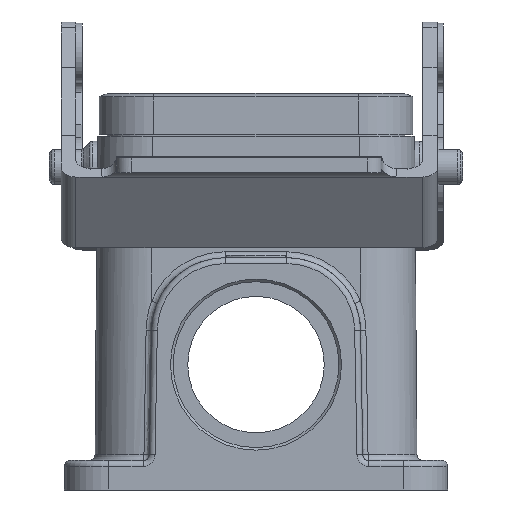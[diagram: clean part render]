
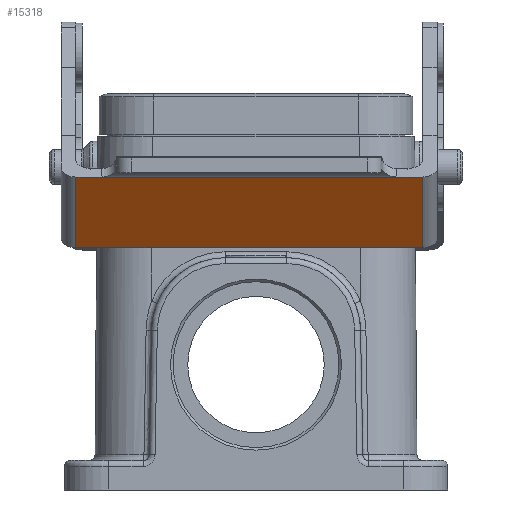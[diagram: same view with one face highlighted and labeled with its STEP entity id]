
A CAD part, left-side view. The second image highlights one B-rep face of the part: STEP entity #15318.
In plain terms, the highlighted face is planar.
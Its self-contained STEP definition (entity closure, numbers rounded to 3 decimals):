
#15176=CARTESIAN_POINT('',(27.125,6.684,-47.));
#15177=VERTEX_POINT('',#15176);
#15195=CARTESIAN_POINT('',(27.125,18.684,-47.));
#15196=VERTEX_POINT('',#15195);
#15204=CARTESIAN_POINT('',(27.125,18.684,-47.));
#15205=DIRECTION('',(0.0,-1.0,0.0));
#15206=VECTOR('',#15205,12.);
#15207=LINE('',#15204,#15206);
#15208=EDGE_CURVE('',#15196,#15177,#15207,.T.);
#15219=CARTESIAN_POINT('',(27.125,6.684,0.0));
#15220=VERTEX_POINT('',#15219);
#15221=CARTESIAN_POINT('',(27.125,6.684,-47.));
#15222=DIRECTION('',(0.0,0.0,1.0));
#15223=VECTOR('',#15222,47.);
#15224=LINE('',#15221,#15223);
#15225=EDGE_CURVE('',#15177,#15220,#15224,.T.);
#15279=CARTESIAN_POINT('',(27.125,12.684,-23.5));
#15280=DIRECTION('',(1.0,0.0,0.0));
#15281=DIRECTION('',(0.0,0.0,-1.0));
#15282=AXIS2_PLACEMENT_3D('',#15279,#15280,#15281);
#15283=PLANE('',#15282);
#15284=ORIENTED_EDGE('',*,*,#15208,.F.);
#15285=CARTESIAN_POINT('',(27.125,18.684,-43.5));
#15286=VERTEX_POINT('',#15285);
#15287=CARTESIAN_POINT('',(27.125,18.684,-43.5));
#15288=DIRECTION('',(0.0,0.0,-1.0));
#15289=VECTOR('',#15288,3.5);
#15290=LINE('',#15287,#15289);
#15291=EDGE_CURVE('',#15286,#15196,#15290,.T.);
#15292=ORIENTED_EDGE('',*,*,#15291,.F.);
#15293=CARTESIAN_POINT('',(27.125,18.684,-3.5));
#15294=VERTEX_POINT('',#15293);
#15295=CARTESIAN_POINT('',(27.125,18.684,-3.5));
#15296=DIRECTION('',(0.0,0.0,-1.0));
#15297=VECTOR('',#15296,40.);
#15298=LINE('',#15295,#15297);
#15299=EDGE_CURVE('',#15294,#15286,#15298,.T.);
#15300=ORIENTED_EDGE('',*,*,#15299,.F.);
#15301=CARTESIAN_POINT('',(27.125,18.684,0.0));
#15302=VERTEX_POINT('',#15301);
#15303=CARTESIAN_POINT('',(27.125,18.684,0.0));
#15304=DIRECTION('',(0.0,0.0,-1.0));
#15305=VECTOR('',#15304,3.5);
#15306=LINE('',#15303,#15305);
#15307=EDGE_CURVE('',#15302,#15294,#15306,.T.);
#15308=ORIENTED_EDGE('',*,*,#15307,.F.);
#15309=CARTESIAN_POINT('',(27.125,6.684,0.0));
#15310=DIRECTION('',(0.0,1.0,0.0));
#15311=VECTOR('',#15310,12.);
#15312=LINE('',#15309,#15311);
#15313=EDGE_CURVE('',#15220,#15302,#15312,.T.);
#15314=ORIENTED_EDGE('',*,*,#15313,.F.);
#15315=ORIENTED_EDGE('',*,*,#15225,.F.);
#15316=EDGE_LOOP('',(#15284,#15292,#15300,#15308,#15314,#15315));
#15317=FACE_OUTER_BOUND('',#15316,.T.);
#15318=ADVANCED_FACE('',(#15317),#15283,.T.);
